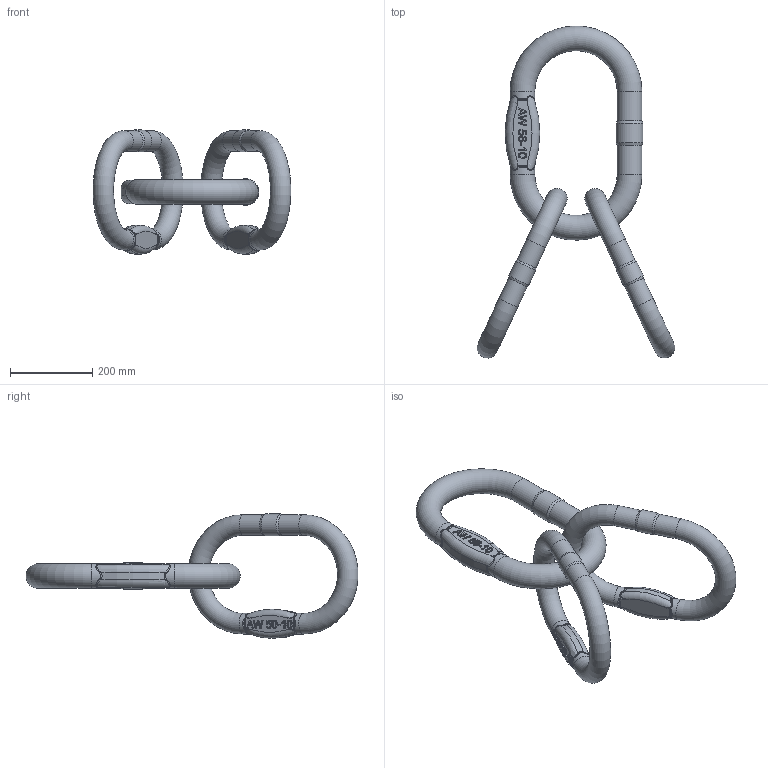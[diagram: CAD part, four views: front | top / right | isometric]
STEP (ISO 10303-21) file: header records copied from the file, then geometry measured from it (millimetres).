
FILE_DESCRIPTION(/* description */ (''),/* implementation_level */ '2;1');
FILE_NAME(/* name */ 'VAW 26 Kundenmodell.stp',/* time_stamp */ '2016-04-13T15:59:14+02:00',/* author */ (''),/* organization */ (''),/* preprocessor_version */ 'ST-DEVELOPER v15',/* originating_system */ 'SIEMENS PLM Software NX 9.0',/* authorisation */ '');
FILE_SCHEMA (('AUTOMOTIVE_DESIGN { 1 0 10303 214 3 1 1 1 }'));
Length unit declared in the file: millimetre
Products named in the file (1): ZER1824F2C3k786
Bounding box: 480.04 x 806.06 x 301.88 mm (x, y, z)
Volume: 8025885.4 mm3; surface area: 588329.4 mm2
Topology: 3 solids, 3 shells, 378 faces, 932 edges, 560 vertices
Faces by surface type: plane 144, bspline 112, extrusion 65, cylinder 33, torus 18, cone 6
Full cylindrical faces by diameter (mm): 50 x8, 53.75 x2, 60 x4, 64.5 x1
Entity records: 15774 total; most frequent: CARTESIAN_POINT 8325, ORIENTED_EDGE 1750, DIRECTION 1058, EDGE_CURVE 875, VERTEX_POINT 554, B_SPLINE_CURVE_WITH_KNOTS 503, EDGE_LOOP 435, ADVANCED_FACE 378
